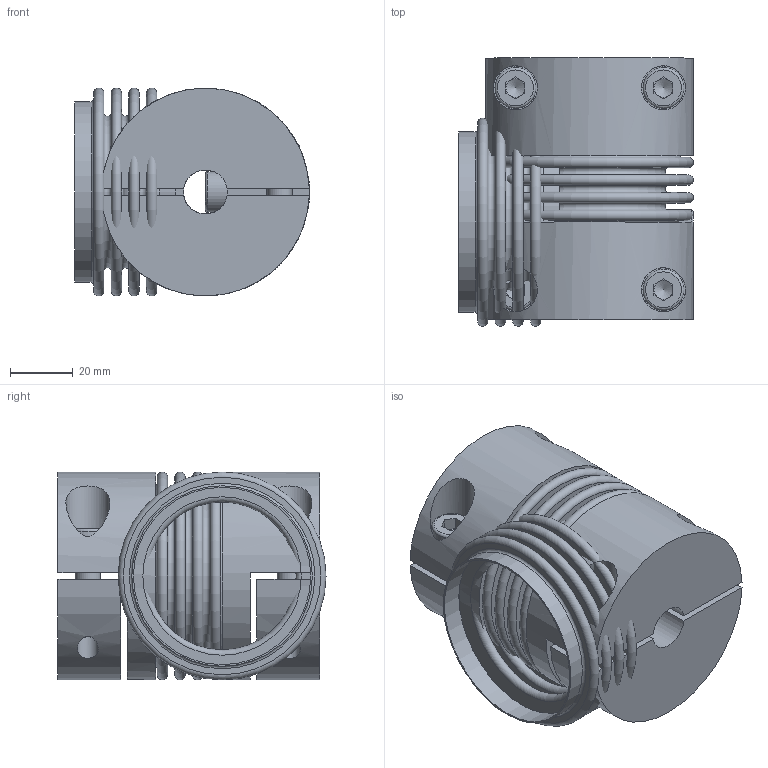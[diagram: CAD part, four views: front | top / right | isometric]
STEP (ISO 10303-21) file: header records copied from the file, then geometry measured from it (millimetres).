
FILE_DESCRIPTION( ( 'Unknown' ), '1' );
FILE_NAME( 'KB4H-60-83.stp', 'Unknown', ( 'Unknown' ), ( 'Unknown' ), 'XStep 1.0', 'Unknown', ' ' );
FILE_SCHEMA( ( 'automotive_design' ) );
Length unit declared in the file: millimetre
Products named in the file (5): Assem1; KN4H-60; BK60_Standard_0; Socket Head Cap Screw_DIN_DIN 912 M8 x 25 --- 25N_2
Bounding box: 74.52 x 85.1 x 66 mm (x, y, z)
Volume: 292901 mm3; surface area: 132332.5 mm2
Topology: 13 solids, 13 shells, 244 faces, 505 edges, 327 vertices
Faces by surface type: plane 144, cylinder 48, torus 42, cone 10
Full cylindrical faces by diameter (mm): 6.647 x6, 8 x5, 8.5 x6, 13 x5, 14 x9, 56.3 x4, 57.3 x4, 66 x3
Entity records: 2422 total; most frequent: CARTESIAN_POINT 605, DIRECTION 358, ORIENTED_EDGE 226, AXIS2_PLACEMENT_3D 159, EDGE_LOOP 144, EDGE_CURVE 113, FACE_OUTER_BOUND 112, VERTEX_POINT 94
